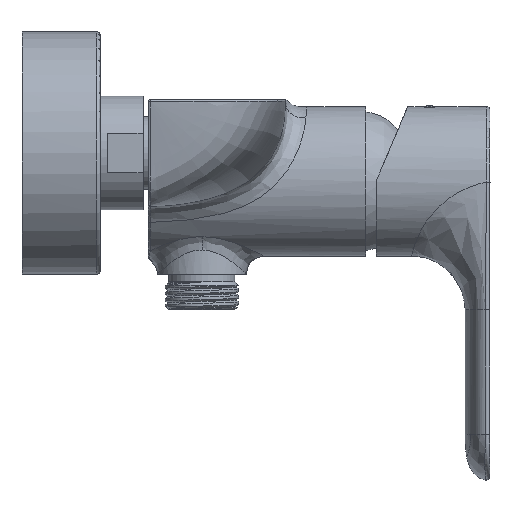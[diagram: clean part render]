
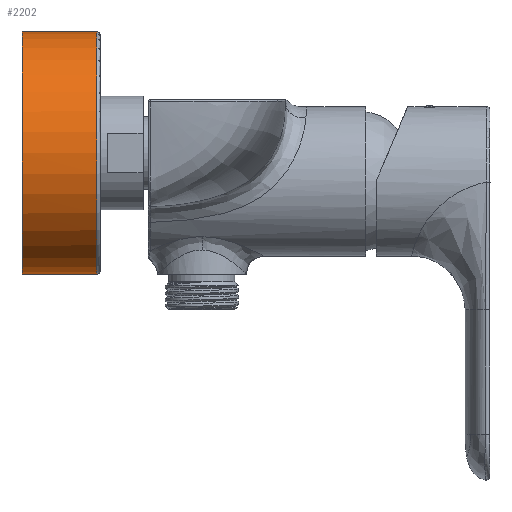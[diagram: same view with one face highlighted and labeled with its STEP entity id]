
A CAD part, front view. The second image highlights one B-rep face of the part: STEP entity #2202.
In plain terms, the highlighted cylindrical face has radius 34 mm (diameter 68 mm), a full revolution.
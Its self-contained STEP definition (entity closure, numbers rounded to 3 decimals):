
#314=LINE('',#8730,#396);
#396=VECTOR('',#3152,34.);
#428=CYLINDRICAL_SURFACE('',#2617,34.);
#578=FACE_OUTER_BOUND('',#728,.T.);
#728=EDGE_LOOP('',(#1866,#1867,#1868,#1869,#1870));
#862=CIRCLE('',#2614,34.);
#863=CIRCLE('',#2615,34.);
#865=CIRCLE('',#2618,34.);
#1055=VERTEX_POINT('',#8722);
#1056=VERTEX_POINT('',#8723);
#1057=VERTEX_POINT('',#8728);
#1331=EDGE_CURVE('',#1055,#1056,#862,.T.);
#1332=EDGE_CURVE('',#1056,#1055,#863,.T.);
#1334=EDGE_CURVE('',#1057,#1057,#865,.T.);
#1335=EDGE_CURVE('',#1057,#1056,#314,.T.);
#1866=ORIENTED_EDGE('',*,*,#1334,.F.);
#1867=ORIENTED_EDGE('',*,*,#1335,.T.);
#1868=ORIENTED_EDGE('',*,*,#1331,.F.);
#1869=ORIENTED_EDGE('',*,*,#1332,.F.);
#1870=ORIENTED_EDGE('',*,*,#1335,.F.);
#2202=ADVANCED_FACE('',(#578),#428,.T.);
#2614=AXIS2_PLACEMENT_3D('',#8724,#3142,#3143);
#2615=AXIS2_PLACEMENT_3D('',#8725,#3144,#3145);
#2617=AXIS2_PLACEMENT_3D('',#8727,#3148,#3149);
#2618=AXIS2_PLACEMENT_3D('',#8729,#3150,#3151);
#3142=DIRECTION('center_axis',(0.,0.,-1.));
#3143=DIRECTION('ref_axis',(1.,0.,0.));
#3144=DIRECTION('center_axis',(0.,0.,-1.));
#3145=DIRECTION('ref_axis',(1.,0.,0.));
#3148=DIRECTION('center_axis',(0.,0.,1.));
#3149=DIRECTION('ref_axis',(-1.,0.,0.));
#3150=DIRECTION('center_axis',(0.,0.,1.));
#3151=DIRECTION('ref_axis',(1.,0.,0.));
#3152=DIRECTION('',(0.,0.,-1.));
#8722=CARTESIAN_POINT('',(-33.999,-0.215,-21.));
#8723=CARTESIAN_POINT('',(34.,0.,-21.));
#8724=CARTESIAN_POINT('Origin',(0.,0.,-21.));
#8725=CARTESIAN_POINT('Origin',(0.,0.,-21.));
#8727=CARTESIAN_POINT('Origin',(0.,0.,-23.1));
#8728=CARTESIAN_POINT('',(34.,0.,0.));
#8729=CARTESIAN_POINT('Origin',(0.,0.,0.));
#8730=CARTESIAN_POINT('',(34.,0.,-23.1));
